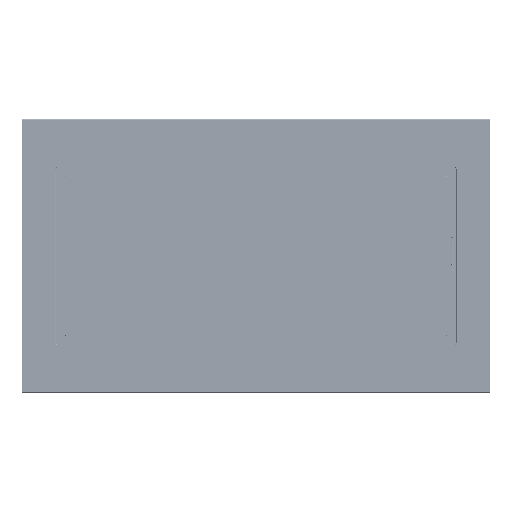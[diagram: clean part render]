
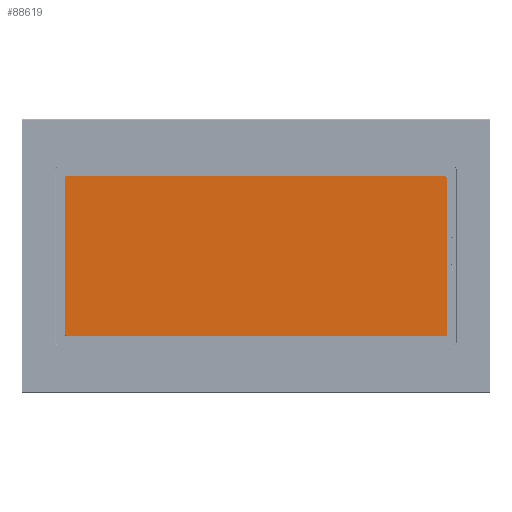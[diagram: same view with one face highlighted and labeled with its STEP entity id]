
A CAD part, front view. The second image highlights one B-rep face of the part: STEP entity #88619.
In plain terms, the highlighted planar face has unit normal (0, -1, 0).
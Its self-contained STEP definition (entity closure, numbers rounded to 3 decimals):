
#88116=DIRECTION('',(0.707,0.,0.707));
#88117=VECTOR('',#88116,1.);
#88118=CARTESIAN_POINT('',(487.793,0.,-204.5));
#88119=LINE('',#88118,#88117);
#88120=DIRECTION('',(1.,0.,0.));
#88121=VECTOR('',#88120,975.586);
#88122=CARTESIAN_POINT('',(-487.793,0.,-204.5));
#88123=LINE('',#88122,#88121);
#88124=DIRECTION('',(0.707,0.,-0.707));
#88125=VECTOR('',#88124,1.);
#88126=CARTESIAN_POINT('',(-488.5,0.,-203.793));
#88127=LINE('',#88126,#88125);
#88128=DIRECTION('',(0.,0.,-1.));
#88129=VECTOR('',#88128,407.586);
#88130=CARTESIAN_POINT('',(-488.5,0.,203.793));
#88131=LINE('',#88130,#88129);
#88132=DIRECTION('',(-0.707,0.,-0.707));
#88133=VECTOR('',#88132,1.);
#88134=CARTESIAN_POINT('',(-487.793,0.,204.5));
#88135=LINE('',#88134,#88133);
#88136=DIRECTION('',(-1.,0.,0.));
#88137=VECTOR('',#88136,975.586);
#88138=CARTESIAN_POINT('',(487.793,0.,204.5));
#88139=LINE('',#88138,#88137);
#88140=DIRECTION('',(-0.707,0.,0.707));
#88141=VECTOR('',#88140,1.);
#88142=CARTESIAN_POINT('',(488.5,0.,203.793));
#88143=LINE('',#88142,#88141);
#88144=DIRECTION('',(0.,0.,1.));
#88145=VECTOR('',#88144,407.586);
#88146=CARTESIAN_POINT('',(488.5,0.,-203.793));
#88147=LINE('',#88146,#88145);
#88524=CARTESIAN_POINT('',(487.793,0.,-204.5));
#88525=CARTESIAN_POINT('',(488.5,0.,-203.793));
#88526=VERTEX_POINT('',#88524);
#88527=VERTEX_POINT('',#88525);
#88534=CARTESIAN_POINT('',(488.5,0.,203.793));
#88535=VERTEX_POINT('',#88534);
#88536=CARTESIAN_POINT('',(487.793,0.,204.5));
#88537=VERTEX_POINT('',#88536);
#88542=CARTESIAN_POINT('',(-487.793,0.,204.5));
#88543=VERTEX_POINT('',#88542);
#88546=CARTESIAN_POINT('',(-488.5,0.,203.793));
#88547=VERTEX_POINT('',#88546);
#88550=CARTESIAN_POINT('',(-488.5,0.,-203.793));
#88551=VERTEX_POINT('',#88550);
#88552=CARTESIAN_POINT('',(-487.793,0.,-204.5));
#88553=VERTEX_POINT('',#88552);
#88596=CARTESIAN_POINT('',(0.,0.,0.));
#88597=DIRECTION('',(0.,1.,0.));
#88598=DIRECTION('',(1.,0.,0.));
#88599=AXIS2_PLACEMENT_3D('',#88596,#88597,#88598);
#88600=PLANE('',#88599);
#88602=ORIENTED_EDGE('',*,*,#88601,.F.);
#88604=ORIENTED_EDGE('',*,*,#88603,.F.);
#88606=ORIENTED_EDGE('',*,*,#88605,.F.);
#88608=ORIENTED_EDGE('',*,*,#88607,.F.);
#88610=ORIENTED_EDGE('',*,*,#88609,.F.);
#88612=ORIENTED_EDGE('',*,*,#88611,.F.);
#88614=ORIENTED_EDGE('',*,*,#88613,.F.);
#88616=ORIENTED_EDGE('',*,*,#88615,.F.);
#88617=EDGE_LOOP('',(#88602,#88604,#88606,#88608,#88610,#88612,#88614,#88616));
#88618=FACE_OUTER_BOUND('',#88617,.F.);
#88619=ADVANCED_FACE('',(#88618),#88600,.F.);
#88601=EDGE_CURVE('',#88526,#88527,#88119,.T.);
#88603=EDGE_CURVE('',#88553,#88526,#88123,.T.);
#88605=EDGE_CURVE('',#88551,#88553,#88127,.T.);
#88607=EDGE_CURVE('',#88547,#88551,#88131,.T.);
#88609=EDGE_CURVE('',#88543,#88547,#88135,.T.);
#88611=EDGE_CURVE('',#88537,#88543,#88139,.T.);
#88613=EDGE_CURVE('',#88535,#88537,#88143,.T.);
#88615=EDGE_CURVE('',#88527,#88535,#88147,.T.);
